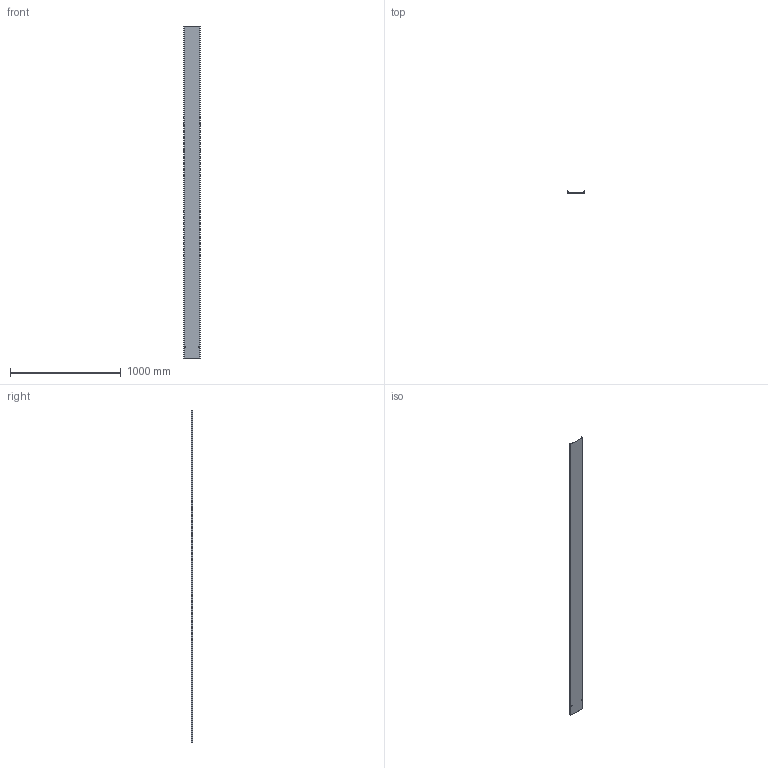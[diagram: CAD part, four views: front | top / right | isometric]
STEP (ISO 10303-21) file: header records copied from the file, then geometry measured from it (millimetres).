
FILE_DESCRIPTION (( 'STEP AP214' ), '1' );
FILE_NAME ('6001864.STEP', '2019-12-03T09:04:47', ( '' ), ( '' ), 'SwSTEP 2.0', 'SolidWorks 2018', '' );
FILE_SCHEMA (( 'AUTOMOTIVE_DESIGN' ));
Length unit declared in the file: millimetre
Products named in the file (1): 6001864
Bounding box: 148 x 15 x 3000 mm (x, y, z)
Volume: 398361.9 mm3; surface area: 1067111.3 mm2
Topology: 1 solids, 1 shells, 74 faces, 152 edges, 80 vertices
Faces by surface type: plane 54, cylinder 20
Entity records: 1906 total; most frequent: DIRECTION 342, CARTESIAN_POINT 307, ORIENTED_EDGE 304, EDGE_CURVE 152, AXIS2_PLACEMENT_3D 115, VECTOR 112, LINE 112, VERTEX_POINT 80
